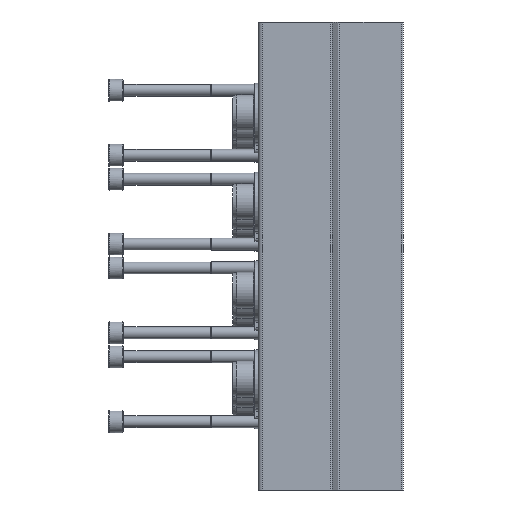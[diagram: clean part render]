
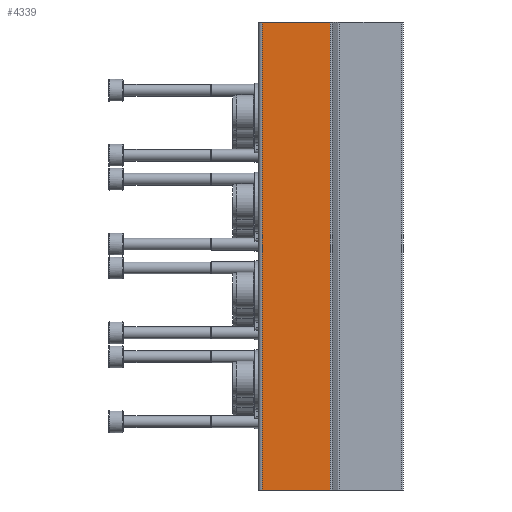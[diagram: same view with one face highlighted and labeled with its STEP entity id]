
A CAD part, left-side view. The second image highlights one B-rep face of the part: STEP entity #4339.
In plain terms, the highlighted planar face has unit normal (-1, 0, 0).
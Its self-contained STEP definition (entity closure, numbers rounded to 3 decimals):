
#170=PLANE('',#4683);
#610=ORIENTED_EDGE('',*,*,#1758,.F.);
#611=ORIENTED_EDGE('',*,*,#1757,.F.);
#612=ORIENTED_EDGE('',*,*,#1759,.T.);
#613=ORIENTED_EDGE('',*,*,#1760,.T.);
#1757=EDGE_CURVE('',#2331,#2329,#2745,.T.);
#1758=EDGE_CURVE('',#2329,#2332,#2746,.T.);
#1759=EDGE_CURVE('',#2331,#2333,#2747,.T.);
#1760=EDGE_CURVE('',#2333,#2332,#2748,.T.);
#2329=VERTEX_POINT('',#6918);
#2331=VERTEX_POINT('',#6922);
#2332=VERTEX_POINT('',#6926);
#2333=VERTEX_POINT('',#6928);
#2745=LINE('',#6923,#3038);
#2746=LINE('',#6925,#3039);
#2747=LINE('',#6927,#3040);
#2748=LINE('',#6929,#3041);
#3038=VECTOR('',#5265,1000.);
#3039=VECTOR('',#5268,1000.);
#3040=VECTOR('',#5269,1000.);
#3041=VECTOR('',#5270,1000.);
#3341=EDGE_LOOP('',(#610,#611,#612,#613));
#3798=FACE_BOUND('',#3341,.T.);
#4339=ADVANCED_FACE('',(#3798),#170,.T.);
#4683=AXIS2_PLACEMENT_3D('',#6924,#5266,#5267);
#5265=DIRECTION('',(0.,0.,1.));
#5266=DIRECTION('',(-1.,0.,0.));
#5267=DIRECTION('',(0.,0.,1.));
#5268=DIRECTION('',(0.,-1.,0.));
#5269=DIRECTION('',(0.,-1.,0.));
#5270=DIRECTION('',(0.,0.,1.));
#6918=CARTESIAN_POINT('',(-32.1,35.,0.));
#6922=CARTESIAN_POINT('',(-32.1,35.,-116.));
#6923=CARTESIAN_POINT('',(-32.1,35.,-116.));
#6924=CARTESIAN_POINT('',(-32.1,35.,-116.));
#6925=CARTESIAN_POINT('',(-32.1,35.,0.));
#6926=CARTESIAN_POINT('',(-32.1,18.111,0.));
#6927=CARTESIAN_POINT('',(-32.1,35.,-116.));
#6928=CARTESIAN_POINT('',(-32.1,18.111,-116.));
#6929=CARTESIAN_POINT('',(-32.1,18.111,-116.));
